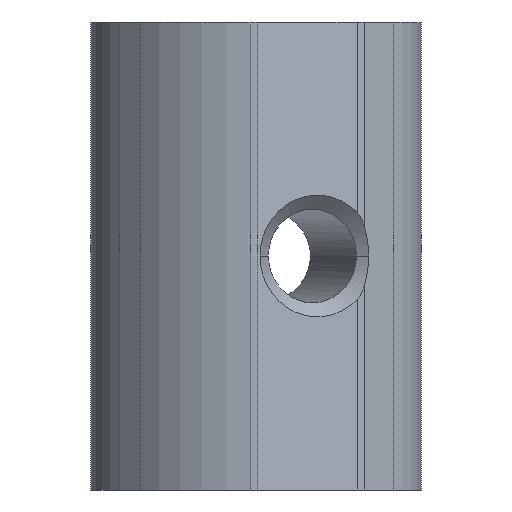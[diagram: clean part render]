
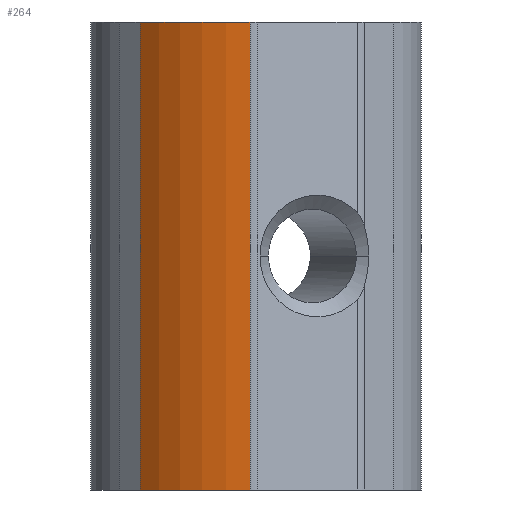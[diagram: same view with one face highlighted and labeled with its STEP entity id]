
A CAD part, front view. The second image highlights one B-rep face of the part: STEP entity #264.
In plain terms, the highlighted cylindrical face has radius 8.85 mm (diameter 17.7 mm), a partial arc.
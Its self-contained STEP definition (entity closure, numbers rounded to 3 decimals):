
#15 = CARTESIAN_POINT ( 'NONE',  ( -6.258, -6.258, 12.5 ) ) ;
#58 = EDGE_CURVE ( 'NONE', #933, #702, #910, .T. ) ;
#75 = AXIS2_PLACEMENT_3D ( 'NONE', #380, #824, #160 ) ;
#81 = EDGE_CURVE ( 'NONE', #702, #626, #597, .T. ) ;
#136 = VERTEX_POINT ( 'NONE', #15 ) ;
#160 = DIRECTION ( 'NONE',  ( 1., 0., 0. ) ) ;
#253 = ORIENTED_EDGE ( 'NONE', *, *, #777, .F. ) ;
#264 = ADVANCED_FACE ( 'NONE', ( #480 ), #629, .T. ) ;
#276 = EDGE_LOOP ( 'NONE', ( #253, #926, #658, #397 ) ) ;
#311 = DIRECTION ( 'NONE',  ( 1., 0., 0. ) ) ;
#326 = DIRECTION ( 'NONE',  ( 0., 0., 1. ) ) ;
#361 = LINE ( 'NONE', #929, #913 ) ;
#380 = CARTESIAN_POINT ( 'NONE',  ( 0., 0., 12.5 ) ) ;
#397 = ORIENTED_EDGE ( 'NONE', *, *, #81, .T. ) ;
#399 = DIRECTION ( 'NONE',  ( 0., 0., 1. ) ) ;
#436 = CARTESIAN_POINT ( 'NONE',  ( -0.393, -8.841, 12.5 ) ) ;
#480 = FACE_OUTER_BOUND ( 'NONE', #276, .T. ) ;
#532 = VECTOR ( 'NONE', #326, 1000. ) ;
#591 = CARTESIAN_POINT ( 'NONE',  ( 0., 0., -12.5 ) ) ;
#597 = LINE ( 'NONE', #817, #532 ) ;
#611 = AXIS2_PLACEMENT_3D ( 'NONE', #591, #686, #882 ) ;
#626 = VERTEX_POINT ( 'NONE', #436 ) ;
#629 = CYLINDRICAL_SURFACE ( 'NONE', #655, 8.85 ) ;
#655 = AXIS2_PLACEMENT_3D ( 'NONE', #837, #399, #311 ) ;
#657 = CIRCLE ( 'NONE', #75, 8.85 ) ;
#658 = ORIENTED_EDGE ( 'NONE', *, *, #58, .T. ) ;
#662 = CARTESIAN_POINT ( 'NONE',  ( -6.258, -6.258, -12.5 ) ) ;
#686 = DIRECTION ( 'NONE',  ( 0., 0., 1. ) ) ;
#702 = VERTEX_POINT ( 'NONE', #803 ) ;
#721 = EDGE_CURVE ( 'NONE', #933, #136, #361, .T. ) ;
#777 = EDGE_CURVE ( 'NONE', #136, #626, #657, .T. ) ;
#803 = CARTESIAN_POINT ( 'NONE',  ( -0.393, -8.841, -12.5 ) ) ;
#817 = CARTESIAN_POINT ( 'NONE',  ( -0.393, -8.841, -12.5 ) ) ;
#824 = DIRECTION ( 'NONE',  ( 0., 0., 1. ) ) ;
#837 = CARTESIAN_POINT ( 'NONE',  ( 0., 0., -12.5 ) ) ;
#878 = DIRECTION ( 'NONE',  ( 0., 0., 1. ) ) ;
#882 = DIRECTION ( 'NONE',  ( 1., 0., 0. ) ) ;
#910 = CIRCLE ( 'NONE', #611, 8.85 ) ;
#913 = VECTOR ( 'NONE', #878, 1000. ) ;
#926 = ORIENTED_EDGE ( 'NONE', *, *, #721, .F. ) ;
#929 = CARTESIAN_POINT ( 'NONE',  ( -6.258, -6.258, -12.5 ) ) ;
#933 = VERTEX_POINT ( 'NONE', #662 ) ;
